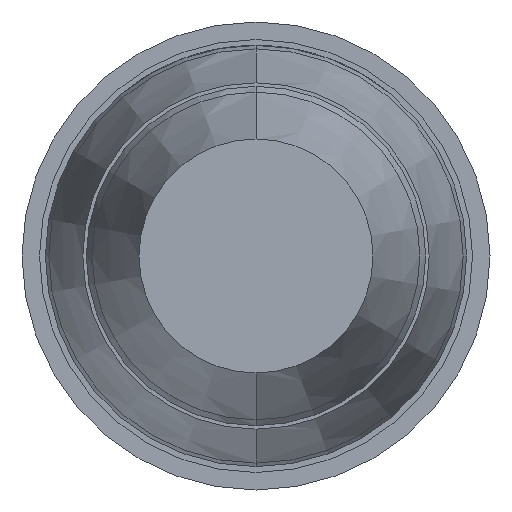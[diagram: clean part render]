
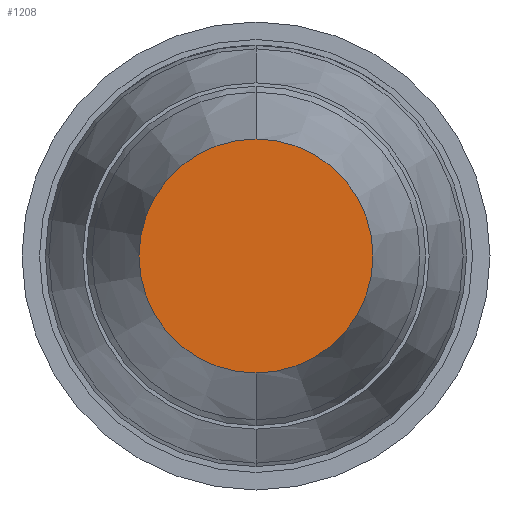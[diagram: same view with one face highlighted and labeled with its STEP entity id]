
A CAD part, front view. The second image highlights one B-rep face of the part: STEP entity #1208.
In plain terms, the highlighted planar face has unit normal (0, -1, 0).
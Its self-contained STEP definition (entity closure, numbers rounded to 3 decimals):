
#1 = VERTEX_POINT ( 'NONE', #414 ) ;
#124 = CIRCLE ( 'NONE', #4018, 0.5 ) ;
#414 = CARTESIAN_POINT ( 'NONE',  ( 0., -38., -0.5 ) ) ;
#444 = CIRCLE ( 'NONE', #1537, 0.5 ) ;
#584 = DIRECTION ( 'NONE',  ( 0., 0., 1. ) ) ;
#605 = FACE_OUTER_BOUND ( 'NONE', #3214, .T. ) ;
#800 = EDGE_CURVE ( 'Defeature ausgef�hrt2_21+Defeature ausgef�hrt2_20+Defeature ausgef�hrt2_20+Defeature ausgef�hrt2_20', #1, #1013, #124, .T. ) ;
#1013 = VERTEX_POINT ( 'NONE', #1237 ) ;
#1208 = ADVANCED_FACE ( 'Defeature ausgef�hrt2_21', ( #605 ), #2994, .F. ) ;
#1237 = CARTESIAN_POINT ( 'NONE',  ( 0., -38., 0.5 ) ) ;
#1277 = EDGE_CURVE ( 'Defeature ausgef�hrt2_21+Defeature ausgef�hrt2_20+Defeature ausgef�hrt2_20+Defeature ausgef�hrt2_20', #1013, #1, #444, .T. ) ;
#1537 = AXIS2_PLACEMENT_3D ( 'NONE', #2724, #2024, #2781 ) ;
#1714 = DIRECTION ( 'NONE',  ( 0., -1., 0. ) ) ;
#2024 = DIRECTION ( 'NONE',  ( 0., -1., 0. ) ) ;
#2302 = DIRECTION ( 'NONE',  ( 0., 1., 0. ) ) ;
#2536 = AXIS2_PLACEMENT_3D ( 'NONE', #4122, #2302, #584 ) ;
#2697 = ORIENTED_EDGE ( 'NONE', *, *, #1277, .T. ) ;
#2724 = CARTESIAN_POINT ( 'NONE',  ( 0., -38., 0. ) ) ;
#2781 = DIRECTION ( 'NONE',  ( 0., 0., -1. ) ) ;
#2970 = ORIENTED_EDGE ( 'NONE', *, *, #800, .T. ) ;
#2994 = PLANE ( 'NONE',  #2536 ) ;
#3118 = DIRECTION ( 'NONE',  ( 0., 0., -1. ) ) ;
#3214 = EDGE_LOOP ( 'NONE', ( #2697, #2970 ) ) ;
#4018 = AXIS2_PLACEMENT_3D ( 'NONE', #4187, #1714, #3118 ) ;
#4122 = CARTESIAN_POINT ( 'NONE',  ( 0.725, -38., 0. ) ) ;
#4187 = CARTESIAN_POINT ( 'NONE',  ( 0., -38., 0. ) ) ;
